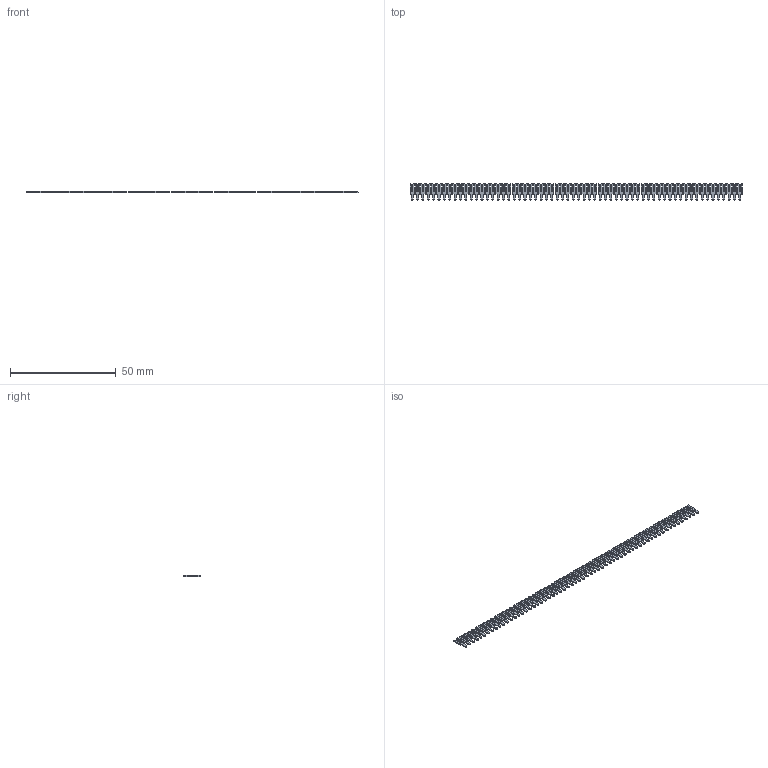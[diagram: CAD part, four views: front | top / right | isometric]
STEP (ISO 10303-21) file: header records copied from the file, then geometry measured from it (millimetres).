
FILE_DESCRIPTION (( 'STEP AP203' ), '1' );
FILE_NAME ('103-062-253-100.STEP', '2020-04-16T16:37:41', ( '' ), ( '' ), 'SwSTEP 2.0', 'SolidWorks 2016', '' );
FILE_SCHEMA (( 'CONFIG_CONTROL_DESIGN' ));
Length unit declared in the file: inch
Products named in the file (2): 103-062-253-100; 100-290-001_100-290-253
Assembly tree (62 placements, depth 2):
  103-062-253-100
    100-290-001_100-290-253  x62
Bounding box: 156.97 x 7.62 x 0.51 mm (x, y, z)
Volume: 342.1 mm3; surface area: 2133.2 mm2
Topology: 62 solids, 62 shells, 1240 faces, 3348 edges, 2232 vertices
Faces by surface type: plane 1178, cylinder 62
Entity records: 2772 total; most frequent: DIRECTION 226, CARTESIAN_POINT 175, COORDINATED_UNIVERSAL_TIME_OFFSET 134, DATE_AND_TIME 134, CALENDAR_DATE 134, LOCAL_TIME 134, ORIENTED_EDGE 108, AXIS2_PLACEMENT_3D 87
